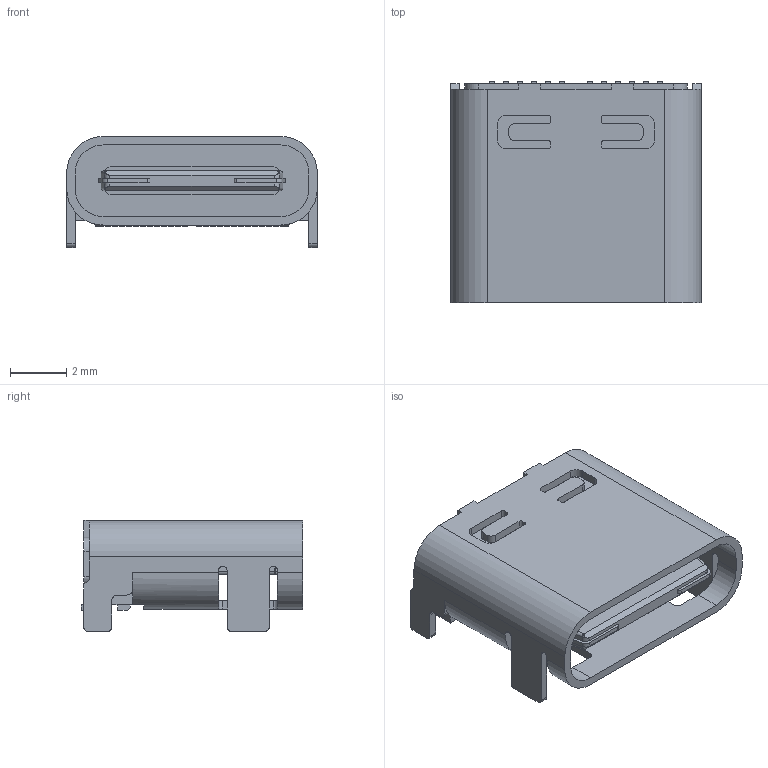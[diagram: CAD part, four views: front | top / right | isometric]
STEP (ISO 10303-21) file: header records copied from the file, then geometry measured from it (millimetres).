
FILE_DESCRIPTION(('FreeCAD Model'),'2;1');
FILE_NAME('USB-C-1054500101.step', '2018-10-19T13:26:29',('kicad StepUp'),('ksu MCAD'), 'Open CASCADE STEP processor 7.3','FreeCAD','Unknown');
FILE_SCHEMA(('AUTOMOTIVE_DESIGN { 1 0 10303 214 1 1 1 1 }'));
Length unit declared in the file: millimetre
Products named in the file (1): USB-C-1054500101
Bounding box: 8.94 x 7.9 x 3.96 mm (x, y, z)
Volume: 129.7 mm3; surface area: 398.4 mm2
Topology: 1 solids, 1 shells, 403 faces, 1100 edges, 706 vertices
Faces by surface type: plane 257, cylinder 126, bspline 16, revolution 3, torus 1
Entity records: 12897 total; most frequent: CARTESIAN_POINT 2586, ORIENTED_EDGE 2184, DIRECTION 2119, EDGE_CURVE 1092, LINE 806, VECTOR 806, VERTEX_POINT 706, AXIS2_PLACEMENT_3D 655
